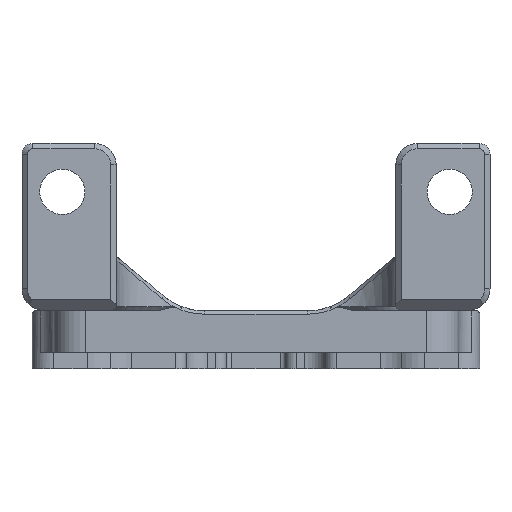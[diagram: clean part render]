
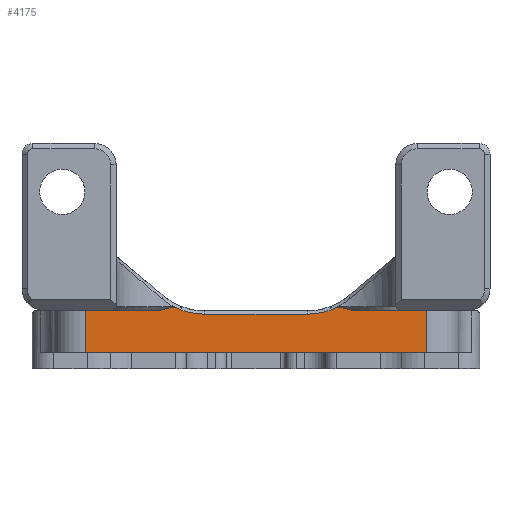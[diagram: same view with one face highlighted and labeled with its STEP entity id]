
A CAD part, front view. The second image highlights one B-rep face of the part: STEP entity #4175.
In plain terms, the highlighted planar face has unit normal (0, -1, 0).
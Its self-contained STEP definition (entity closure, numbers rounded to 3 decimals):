
#27=(
BOUNDED_CURVE()
B_SPLINE_CURVE(2,(#6099,#6100,#6101),.UNSPECIFIED.,.F.,.F.)
B_SPLINE_CURVE_WITH_KNOTS((3,3),(0.144,0.298),
 .UNSPECIFIED.)
CURVE()
GEOMETRIC_REPRESENTATION_ITEM()
RATIONAL_B_SPLINE_CURVE((1.049,1.068,1.073))
REPRESENTATION_ITEM('')
);
#29=(
BOUNDED_CURVE()
B_SPLINE_CURVE(2,(#6470,#6471,#6472),.UNSPECIFIED.,.F.,.F.)
B_SPLINE_CURVE_WITH_KNOTS((3,3),(0.406,0.561),
 .UNSPECIFIED.)
CURVE()
GEOMETRIC_REPRESENTATION_ITEM()
RATIONAL_B_SPLINE_CURVE((1.073,1.068,1.049))
REPRESENTATION_ITEM('')
);
#36=B_SPLINE_CURVE_WITH_KNOTS('',3,(#6145,#6146,#6147,#6148),
 .UNSPECIFIED.,.F.,.F.,(4,4),(-0.118,-0.11),
 .UNSPECIFIED.);
#43=B_SPLINE_CURVE_WITH_KNOTS('',3,(#6256,#6257,#6258,#6259,#6260,#6261),
 .UNSPECIFIED.,.F.,.F.,(4,2,4),(-0.215,-0.215,-0.173),
 .UNSPECIFIED.);
#53=B_SPLINE_CURVE_WITH_KNOTS('',3,(#6551,#6552,#6553,#6554),
 .UNSPECIFIED.,.F.,.F.,(4,4),(-0.212,-0.17),
 .UNSPECIFIED.);
#55=B_SPLINE_CURVE_WITH_KNOTS('',3,(#6580,#6581,#6582,#6583,#6584,#6585,
#6586),.UNSPECIFIED.,.F.,.F.,(4,3,4),(-0.208,-0.206,
-0.198),.UNSPECIFIED.);
#292=CIRCLE('',#4585,6.3);
#303=CIRCLE('',#4615,6.3);
#609=FACE_OUTER_BOUND('',#856,.T.);
#856=EDGE_LOOP('',(#3815,#3816,#3817,#3818,#3819,#3820,#3821,#3822,#3823,
#3824,#3825,#3826,#3827,#3828));
#929=LINE('',#6115,#1303);
#1012=LINE('',#6657,#1386);
#1165=LINE('',#7153,#1539);
#1213=LINE('',#7318,#1587);
#1231=LINE('',#7375,#1605);
#1232=LINE('',#7378,#1606);
#1303=VECTOR('',#4853,10.);
#1386=VECTOR('',#5074,10.);
#1539=VECTOR('',#5597,10.);
#1587=VECTOR('',#5763,10.);
#1605=VECTOR('',#5835,10.);
#1606=VECTOR('',#5840,10.);
#1704=VERTEX_POINT('',#6093);
#1705=VERTEX_POINT('',#6098);
#1710=VERTEX_POINT('',#6114);
#1716=VERTEX_POINT('',#6143);
#1717=VERTEX_POINT('',#6144);
#1770=VERTEX_POINT('',#6458);
#1774=VERTEX_POINT('',#6468);
#1789=VERTEX_POINT('',#6550);
#1792=VERTEX_POINT('',#6579);
#1799=VERTEX_POINT('',#6655);
#1934=VERTEX_POINT('',#7103);
#1957=VERTEX_POINT('',#7151);
#1994=VERTEX_POINT('',#7312);
#1995=VERTEX_POINT('',#7316);
#2122=EDGE_CURVE('',#1705,#1704,#27,.T.);
#2129=EDGE_CURVE('',#1710,#1705,#929,.T.);
#2136=EDGE_CURVE('',#1716,#1717,#36,.T.);
#2147=EDGE_CURVE('',#1704,#1716,#43,.T.);
#2230=EDGE_CURVE('',#1774,#1770,#29,.F.);
#2249=EDGE_CURVE('',#1789,#1770,#53,.T.);
#2253=EDGE_CURVE('',#1792,#1789,#55,.T.);
#2268=EDGE_CURVE('',#1774,#1799,#1012,.T.);
#2514=EDGE_CURVE('',#1957,#1934,#1165,.T.);
#2584=EDGE_CURVE('',#1792,#1994,#292,.T.);
#2587=EDGE_CURVE('',#1994,#1995,#1213,.T.);
#2615=EDGE_CURVE('',#1934,#1799,#1231,.T.);
#2616=EDGE_CURVE('',#1995,#1717,#303,.T.);
#2617=EDGE_CURVE('',#1710,#1957,#1232,.T.);
#3815=ORIENTED_EDGE('',*,*,#2616,.F.);
#3816=ORIENTED_EDGE('',*,*,#2587,.F.);
#3817=ORIENTED_EDGE('',*,*,#2584,.F.);
#3818=ORIENTED_EDGE('',*,*,#2253,.T.);
#3819=ORIENTED_EDGE('',*,*,#2249,.T.);
#3820=ORIENTED_EDGE('',*,*,#2230,.F.);
#3821=ORIENTED_EDGE('',*,*,#2268,.T.);
#3822=ORIENTED_EDGE('',*,*,#2615,.F.);
#3823=ORIENTED_EDGE('',*,*,#2514,.F.);
#3824=ORIENTED_EDGE('',*,*,#2617,.F.);
#3825=ORIENTED_EDGE('',*,*,#2129,.T.);
#3826=ORIENTED_EDGE('',*,*,#2122,.T.);
#3827=ORIENTED_EDGE('',*,*,#2147,.T.);
#3828=ORIENTED_EDGE('',*,*,#2136,.T.);
#3947=PLANE('',#4614);
#4175=ADVANCED_FACE('',(#609),#3947,.T.);
#4585=AXIS2_PLACEMENT_3D('',#7313,#5757,#5758);
#4614=AXIS2_PLACEMENT_3D('',#7376,#5836,#5837);
#4615=AXIS2_PLACEMENT_3D('',#7377,#5838,#5839);
#4853=DIRECTION('',(-1.,0.,0.));
#5074=DIRECTION('',(-1.,0.,0.));
#5597=DIRECTION('',(-1.,0.,0.));
#5757=DIRECTION('center_axis',(0.,-1.,0.));
#5758=DIRECTION('ref_axis',(-0.34,0.,-0.94));
#5763=DIRECTION('',(1.,0.,0.));
#5835=DIRECTION('',(0.,0.,1.));
#5836=DIRECTION('center_axis',(0.,-1.,0.));
#5837=DIRECTION('ref_axis',(1.,0.,0.));
#5838=DIRECTION('center_axis',(0.,-1.,0.));
#5839=DIRECTION('ref_axis',(0.34,0.,-0.94));
#5840=DIRECTION('',(0.,0.,-1.));
#6093=CARTESIAN_POINT('',(7.486,-3.28,5.83));
#6098=CARTESIAN_POINT('',(8.921,-3.28,5.55));
#6099=CARTESIAN_POINT('Ctrl Pts',(8.921,-3.28,5.55));
#6100=CARTESIAN_POINT('Ctrl Pts',(8.187,-3.28,5.774));
#6101=CARTESIAN_POINT('Ctrl Pts',(7.486,-3.28,5.83));
#6114=CARTESIAN_POINT('',(15.85,-3.28,5.55));
#6115=CARTESIAN_POINT('',(-7.925,-3.28,5.55));
#6143=CARTESIAN_POINT('',(7.112,-3.28,5.643));
#6144=CARTESIAN_POINT('',(7.,-3.28,5.598));
#6145=CARTESIAN_POINT('Ctrl Pts',(7.112,-3.28,5.643));
#6146=CARTESIAN_POINT('Ctrl Pts',(7.075,-3.28,5.628));
#6147=CARTESIAN_POINT('Ctrl Pts',(7.038,-3.28,5.612));
#6148=CARTESIAN_POINT('Ctrl Pts',(7.,-3.28,5.598));
#6256=CARTESIAN_POINT('Ctrl Pts',(7.486,-3.28,5.83));
#6257=CARTESIAN_POINT('Ctrl Pts',(7.485,-3.28,5.83));
#6258=CARTESIAN_POINT('Ctrl Pts',(7.484,-3.28,5.829));
#6259=CARTESIAN_POINT('Ctrl Pts',(7.363,-3.28,5.759));
#6260=CARTESIAN_POINT('Ctrl Pts',(7.239,-3.28,5.697));
#6261=CARTESIAN_POINT('Ctrl Pts',(7.112,-3.28,5.643));
#6458=CARTESIAN_POINT('',(-7.486,-3.28,5.83));
#6468=CARTESIAN_POINT('',(-8.921,-3.28,5.55));
#6470=CARTESIAN_POINT('Ctrl Pts',(-7.486,-3.28,5.83));
#6471=CARTESIAN_POINT('Ctrl Pts',(-8.187,-3.28,5.774));
#6472=CARTESIAN_POINT('Ctrl Pts',(-8.921,-3.28,5.55));
#6550=CARTESIAN_POINT('',(-7.112,-3.28,5.643));
#6551=CARTESIAN_POINT('Ctrl Pts',(-7.112,-3.28,5.643));
#6552=CARTESIAN_POINT('Ctrl Pts',(-7.241,-3.28,5.698));
#6553=CARTESIAN_POINT('Ctrl Pts',(-7.365,-3.28,5.761));
#6554=CARTESIAN_POINT('Ctrl Pts',(-7.486,-3.28,5.83));
#6579=CARTESIAN_POINT('',(-7.,-3.28,5.598));
#6580=CARTESIAN_POINT('Ctrl Pts',(-7.,-3.28,5.598));
#6581=CARTESIAN_POINT('Ctrl Pts',(-7.008,-3.28,5.601));
#6582=CARTESIAN_POINT('Ctrl Pts',(-7.017,-3.28,5.604));
#6583=CARTESIAN_POINT('Ctrl Pts',(-7.025,-3.28,5.608));
#6584=CARTESIAN_POINT('Ctrl Pts',(-7.055,-3.28,5.619));
#6585=CARTESIAN_POINT('Ctrl Pts',(-7.084,-3.28,5.631));
#6586=CARTESIAN_POINT('Ctrl Pts',(-7.112,-3.28,5.643));
#6655=CARTESIAN_POINT('',(-15.85,-3.28,5.55));
#6657=CARTESIAN_POINT('',(-7.925,-3.28,5.55));
#7103=CARTESIAN_POINT('',(-15.85,-3.28,1.62));
#7151=CARTESIAN_POINT('',(15.85,-3.28,1.62));
#7153=CARTESIAN_POINT('',(-7.925,-3.28,1.62));
#7312=CARTESIAN_POINT('',(-4.744,-3.28,5.18));
#7313=CARTESIAN_POINT('Origin',(-4.744,-3.28,11.48));
#7316=CARTESIAN_POINT('',(4.744,-3.28,5.18));
#7318=CARTESIAN_POINT('',(-7.925,-3.28,5.18));
#7375=CARTESIAN_POINT('',(-15.85,-3.28,2.05));
#7376=CARTESIAN_POINT('Origin',(-15.85,-3.28,1.55));
#7377=CARTESIAN_POINT('Origin',(4.744,-3.28,11.48));
#7378=CARTESIAN_POINT('',(15.85,-3.28,2.05));
